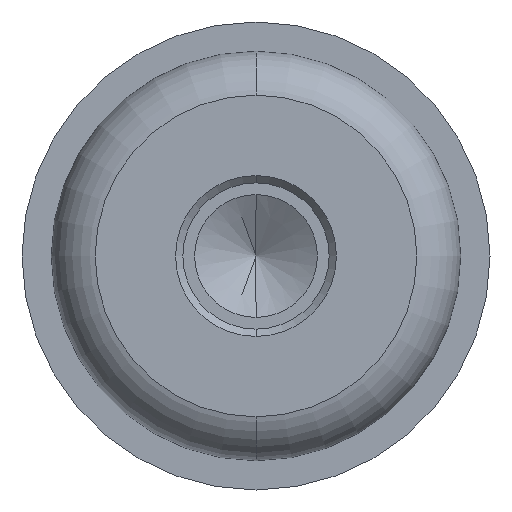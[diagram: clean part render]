
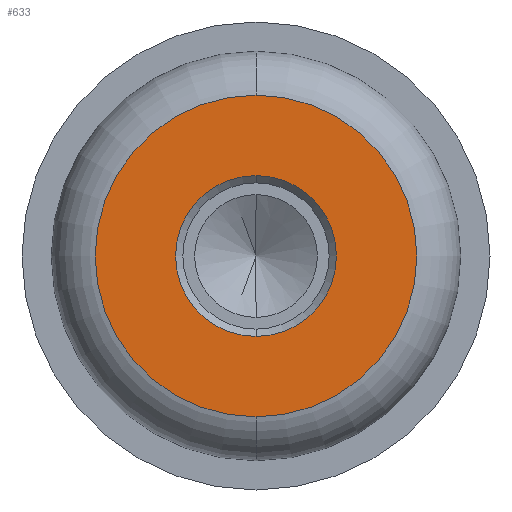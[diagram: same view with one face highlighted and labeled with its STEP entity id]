
A CAD part, front view. The second image highlights one B-rep face of the part: STEP entity #633.
In plain terms, the highlighted planar face has unit normal (0, -1, 0).
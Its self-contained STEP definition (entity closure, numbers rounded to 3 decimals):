
#7 = PLANE ( 'NONE',  #525 ) ;
#39 = DIRECTION ( 'NONE',  ( 0., -1., 0. ) ) ;
#46 = CARTESIAN_POINT ( 'NONE',  ( 0., -3., 2.75 ) ) ;
#57 = DIRECTION ( 'NONE',  ( 0., -1., 0. ) ) ;
#90 = VERTEX_POINT ( 'NONE', #46 ) ;
#93 = ORIENTED_EDGE ( 'NONE', *, *, #649, .F. ) ;
#101 = CARTESIAN_POINT ( 'NONE',  ( 0., -3., 5.5 ) ) ;
#114 = EDGE_LOOP ( 'NONE', ( #327, #380 ) ) ;
#117 = DIRECTION ( 'NONE',  ( 0., 0., -1. ) ) ;
#144 = AXIS2_PLACEMENT_3D ( 'NONE', #682, #173, #229 ) ;
#157 = CIRCLE ( 'NONE', #550, 5.5 ) ;
#162 = VERTEX_POINT ( 'NONE', #101 ) ;
#173 = DIRECTION ( 'NONE',  ( 0., -1., 0. ) ) ;
#203 = DIRECTION ( 'NONE',  ( 0., 0., -1. ) ) ;
#207 = CARTESIAN_POINT ( 'NONE',  ( 0., -3., 0. ) ) ;
#223 = CARTESIAN_POINT ( 'NONE',  ( 0., -3., 0. ) ) ;
#224 = CIRCLE ( 'NONE', #658, 5.5 ) ;
#229 = DIRECTION ( 'NONE',  ( 0., 0., -1. ) ) ;
#232 = DIRECTION ( 'NONE',  ( 0., -1., 0. ) ) ;
#235 = DIRECTION ( 'NONE',  ( 0., 0., -1. ) ) ;
#271 = ORIENTED_EDGE ( 'NONE', *, *, #545, .F. ) ;
#295 = DIRECTION ( 'NONE',  ( 0., -1., 0. ) ) ;
#327 = ORIENTED_EDGE ( 'NONE', *, *, #558, .T. ) ;
#362 = CARTESIAN_POINT ( 'NONE',  ( 0., -3., -2.75 ) ) ;
#375 = CARTESIAN_POINT ( 'NONE',  ( 0., -3., -5.5 ) ) ;
#378 = VERTEX_POINT ( 'NONE', #375 ) ;
#380 = ORIENTED_EDGE ( 'NONE', *, *, #457, .T. ) ;
#440 = EDGE_LOOP ( 'NONE', ( #93, #271 ) ) ;
#457 = EDGE_CURVE ( 'NONE', #162, #378, #157, .T. ) ;
#465 = DIRECTION ( 'NONE',  ( 0., 0., -1. ) ) ;
#510 = FACE_BOUND ( 'NONE', #440, .T. ) ;
#521 = CARTESIAN_POINT ( 'NONE',  ( 0., -3., 0. ) ) ;
#525 = AXIS2_PLACEMENT_3D ( 'NONE', #223, #232, #465 ) ;
#545 = EDGE_CURVE ( 'NONE', #90, #733, #577, .T. ) ;
#550 = AXIS2_PLACEMENT_3D ( 'NONE', #207, #39, #203 ) ;
#558 = EDGE_CURVE ( 'NONE', #378, #162, #224, .T. ) ;
#577 = CIRCLE ( 'NONE', #144, 2.75 ) ;
#623 = CARTESIAN_POINT ( 'NONE',  ( 0., -3., 0. ) ) ;
#633 = ADVANCED_FACE ( 'NONE', ( #510, #687 ), #7, .T. ) ;
#635 = CIRCLE ( 'NONE', #723, 2.75 ) ;
#649 = EDGE_CURVE ( 'NONE', #733, #90, #635, .T. ) ;
#658 = AXIS2_PLACEMENT_3D ( 'NONE', #521, #57, #117 ) ;
#682 = CARTESIAN_POINT ( 'NONE',  ( 0., -3., 0. ) ) ;
#687 = FACE_OUTER_BOUND ( 'NONE', #114, .T. ) ;
#723 = AXIS2_PLACEMENT_3D ( 'NONE', #623, #295, #235 ) ;
#733 = VERTEX_POINT ( 'NONE', #362 ) ;
